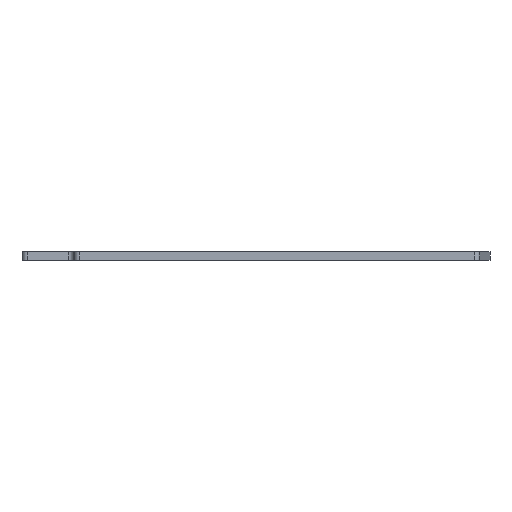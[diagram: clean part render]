
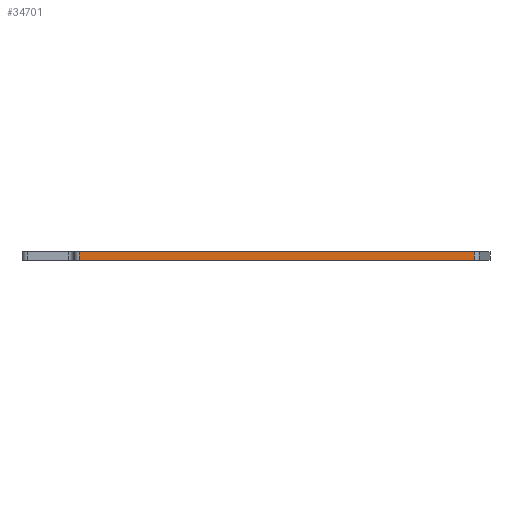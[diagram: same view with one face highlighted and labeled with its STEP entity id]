
A CAD part, left-side view. The second image highlights one B-rep face of the part: STEP entity #34701.
In plain terms, the highlighted planar face has unit normal (-1, 0, 0).
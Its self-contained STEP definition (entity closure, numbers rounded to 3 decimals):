
#83 = PLANE('',#84);
#84 = AXIS2_PLACEMENT_3D('',#85,#86,#87);
#85 = CARTESIAN_POINT('',(144.325,-44.901,1.6));
#86 = DIRECTION('',(0.,0.,1.));
#87 = DIRECTION('',(1.,0.,0.));
#137 = PLANE('',#138);
#138 = AXIS2_PLACEMENT_3D('',#139,#140,#141);
#139 = CARTESIAN_POINT('',(144.325,-44.901,0.));
#140 = DIRECTION('',(0.,0.,1.));
#141 = DIRECTION('',(1.,0.,0.));
#1578 = VERTEX_POINT('',#1579);
#1579 = CARTESIAN_POINT('',(4.8,-8.3,0.));
#1594 = CYLINDRICAL_SURFACE('',#1595,1.);
#1595 = AXIS2_PLACEMENT_3D('',#1596,#1597,#1598);
#1596 = CARTESIAN_POINT('',(5.8,-8.3,0.));
#1597 = DIRECTION('',(0.,0.,-1.));
#1598 = DIRECTION('',(1.,0.,0.));
#1606 = EDGE_CURVE('',#1578,#1607,#1609,.T.);
#1607 = VERTEX_POINT('',#1608);
#1608 = CARTESIAN_POINT('',(4.8,-84.3,0.));
#1609 = SURFACE_CURVE('',#1610,(#1614,#1621),.PCURVE_S1.);
#1610 = LINE('',#1611,#1612);
#1611 = CARTESIAN_POINT('',(4.8,-8.3,0.));
#1612 = VECTOR('',#1613,1.);
#1613 = DIRECTION('',(0.,-1.,0.));
#1614 = PCURVE('',#137,#1615);
#1615 = DEFINITIONAL_REPRESENTATION('',(#1616),#1620);
#1616 = LINE('',#1617,#1618);
#1617 = CARTESIAN_POINT('',(-139.525,36.601));
#1618 = VECTOR('',#1619,1.);
#1619 = DIRECTION('',(0.,-1.));
#1620 = ( GEOMETRIC_REPRESENTATION_CONTEXT(2) 
PARAMETRIC_REPRESENTATION_CONTEXT() REPRESENTATION_CONTEXT('2D SPACE',''
  ) );
#1621 = PCURVE('',#1622,#1627);
#1622 = PLANE('',#1623);
#1623 = AXIS2_PLACEMENT_3D('',#1624,#1625,#1626);
#1624 = CARTESIAN_POINT('',(4.8,-8.3,0.));
#1625 = DIRECTION('',(1.,0.,0.));
#1626 = DIRECTION('',(0.,-1.,0.));
#1627 = DEFINITIONAL_REPRESENTATION('',(#1628),#1632);
#1628 = LINE('',#1629,#1630);
#1629 = CARTESIAN_POINT('',(0.,0.));
#1630 = VECTOR('',#1631,1.);
#1631 = DIRECTION('',(1.,0.));
#1632 = ( GEOMETRIC_REPRESENTATION_CONTEXT(2) 
PARAMETRIC_REPRESENTATION_CONTEXT() REPRESENTATION_CONTEXT('2D SPACE',''
  ) );
#1651 = CYLINDRICAL_SURFACE('',#1652,1.);
#1652 = AXIS2_PLACEMENT_3D('',#1653,#1654,#1655);
#1653 = CARTESIAN_POINT('',(5.8,-84.3,0.));
#1654 = DIRECTION('',(0.,0.,-1.));
#1655 = DIRECTION('',(1.,0.,0.));
#20068 = VERTEX_POINT('',#20069);
#20069 = CARTESIAN_POINT('',(4.8,-8.3,1.6));
#20091 = EDGE_CURVE('',#20068,#20092,#20094,.T.);
#20092 = VERTEX_POINT('',#20093);
#20093 = CARTESIAN_POINT('',(4.8,-84.3,1.6));
#20094 = SURFACE_CURVE('',#20095,(#20099,#20106),.PCURVE_S1.);
#20095 = LINE('',#20096,#20097);
#20096 = CARTESIAN_POINT('',(4.8,-8.3,1.6));
#20097 = VECTOR('',#20098,1.);
#20098 = DIRECTION('',(0.,-1.,0.));
#20099 = PCURVE('',#83,#20100);
#20100 = DEFINITIONAL_REPRESENTATION('',(#20101),#20105);
#20101 = LINE('',#20102,#20103);
#20102 = CARTESIAN_POINT('',(-139.525,36.601));
#20103 = VECTOR('',#20104,1.);
#20104 = DIRECTION('',(0.,-1.));
#20105 = ( GEOMETRIC_REPRESENTATION_CONTEXT(2) 
PARAMETRIC_REPRESENTATION_CONTEXT() REPRESENTATION_CONTEXT('2D SPACE',''
  ) );
#20106 = PCURVE('',#1622,#20107);
#20107 = DEFINITIONAL_REPRESENTATION('',(#20108),#20112);
#20108 = LINE('',#20109,#20110);
#20109 = CARTESIAN_POINT('',(0.,-1.6));
#20110 = VECTOR('',#20111,1.);
#20111 = DIRECTION('',(1.,0.));
#20112 = ( GEOMETRIC_REPRESENTATION_CONTEXT(2) 
PARAMETRIC_REPRESENTATION_CONTEXT() REPRESENTATION_CONTEXT('2D SPACE',''
  ) );
#34651 = EDGE_CURVE('',#1607,#20092,#34652,.T.);
#34652 = SURFACE_CURVE('',#34653,(#34657,#34664),.PCURVE_S1.);
#34653 = LINE('',#34654,#34655);
#34654 = CARTESIAN_POINT('',(4.8,-84.3,0.));
#34655 = VECTOR('',#34656,1.);
#34656 = DIRECTION('',(0.,0.,1.));
#34657 = PCURVE('',#1651,#34658);
#34658 = DEFINITIONAL_REPRESENTATION('',(#34659),#34663);
#34659 = LINE('',#34660,#34661);
#34660 = CARTESIAN_POINT('',(-3.142,0.));
#34661 = VECTOR('',#34662,1.);
#34662 = DIRECTION('',(0.,-1.));
#34663 = ( GEOMETRIC_REPRESENTATION_CONTEXT(2) 
PARAMETRIC_REPRESENTATION_CONTEXT() REPRESENTATION_CONTEXT('2D SPACE',''
  ) );
#34664 = PCURVE('',#1622,#34665);
#34665 = DEFINITIONAL_REPRESENTATION('',(#34666),#34670);
#34666 = LINE('',#34667,#34668);
#34667 = CARTESIAN_POINT('',(76.,0.));
#34668 = VECTOR('',#34669,1.);
#34669 = DIRECTION('',(0.,-1.));
#34670 = ( GEOMETRIC_REPRESENTATION_CONTEXT(2) 
PARAMETRIC_REPRESENTATION_CONTEXT() REPRESENTATION_CONTEXT('2D SPACE',''
  ) );
#34701 = ADVANCED_FACE('',(#34702),#1622,.F.);
#34702 = FACE_BOUND('',#34703,.F.);
#34703 = EDGE_LOOP('',(#34704,#34725,#34726,#34727));
#34704 = ORIENTED_EDGE('',*,*,#34705,.T.);
#34705 = EDGE_CURVE('',#1578,#20068,#34706,.T.);
#34706 = SURFACE_CURVE('',#34707,(#34711,#34718),.PCURVE_S1.);
#34707 = LINE('',#34708,#34709);
#34708 = CARTESIAN_POINT('',(4.8,-8.3,0.));
#34709 = VECTOR('',#34710,1.);
#34710 = DIRECTION('',(0.,0.,1.));
#34711 = PCURVE('',#1622,#34712);
#34712 = DEFINITIONAL_REPRESENTATION('',(#34713),#34717);
#34713 = LINE('',#34714,#34715);
#34714 = CARTESIAN_POINT('',(0.,0.));
#34715 = VECTOR('',#34716,1.);
#34716 = DIRECTION('',(0.,-1.));
#34717 = ( GEOMETRIC_REPRESENTATION_CONTEXT(2) 
PARAMETRIC_REPRESENTATION_CONTEXT() REPRESENTATION_CONTEXT('2D SPACE',''
  ) );
#34718 = PCURVE('',#1594,#34719);
#34719 = DEFINITIONAL_REPRESENTATION('',(#34720),#34724);
#34720 = LINE('',#34721,#34722);
#34721 = CARTESIAN_POINT('',(-3.142,0.));
#34722 = VECTOR('',#34723,1.);
#34723 = DIRECTION('',(0.,-1.));
#34724 = ( GEOMETRIC_REPRESENTATION_CONTEXT(2) 
PARAMETRIC_REPRESENTATION_CONTEXT() REPRESENTATION_CONTEXT('2D SPACE',''
  ) );
#34725 = ORIENTED_EDGE('',*,*,#20091,.T.);
#34726 = ORIENTED_EDGE('',*,*,#34651,.F.);
#34727 = ORIENTED_EDGE('',*,*,#1606,.F.);
